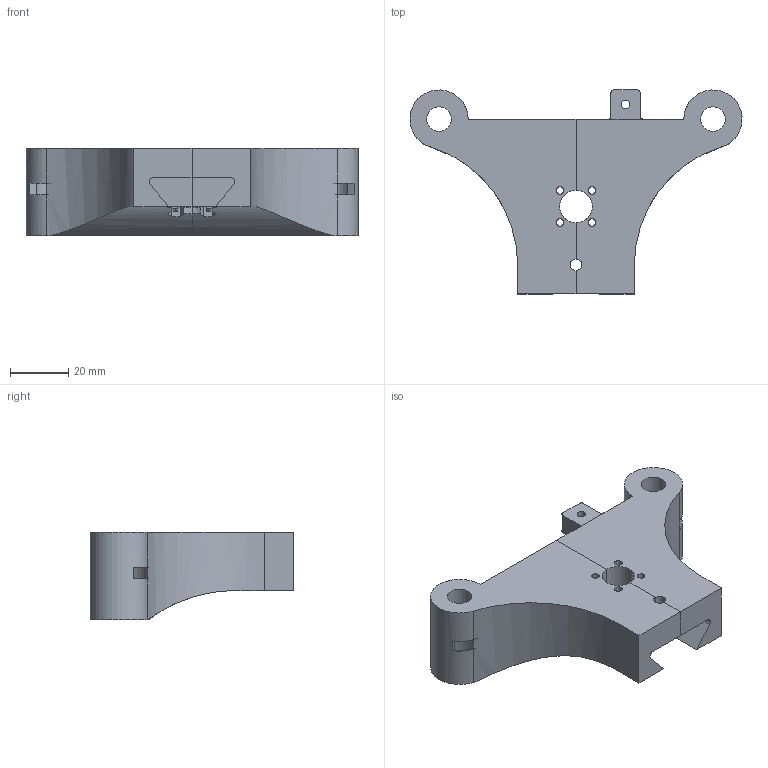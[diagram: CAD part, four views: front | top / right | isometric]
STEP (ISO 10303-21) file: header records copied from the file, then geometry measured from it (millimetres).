
FILE_DESCRIPTION(('FreeCAD Model'),'2;1');
FILE_NAME( 'Zcarriage.step', '2015-03-17T17:06:30',('FreeCAD'),('FreeCAD'), 'Open CASCADE STEP processor 6.5','FreeCAD','Unknown');
FILE_SCHEMA(('AUTOMOTIVE_DESIGN_CC2 { 1 2 10303 214 -1 1 5 4 }'));
Length unit declared in the file: millimetre
Products named in the file (1): Zcarriage
Bounding box: 113.93 x 70 x 30 mm (x, y, z)
Volume: 84925.8 mm3; surface area: 21735.2 mm2
Topology: 1 solids, 1 shells, 100 faces, 290 edges, 180 vertices
Faces by surface type: plane 57, cylinder 31, cone 8, torus 2, sphere 2
Full cylindrical faces by diameter (mm): 2.6 x4, 2.9 x1, 8.4 x2, 15 x2
Entity records: 8020 total; most frequent: CARTESIAN_POINT 2343, DIRECTION 1057, LINE 610, VECTOR 610, ORIENTED_EDGE 576, PCURVE 576, DEFINITIONAL_REPRESENTATION 576, EDGE_CURVE 288
